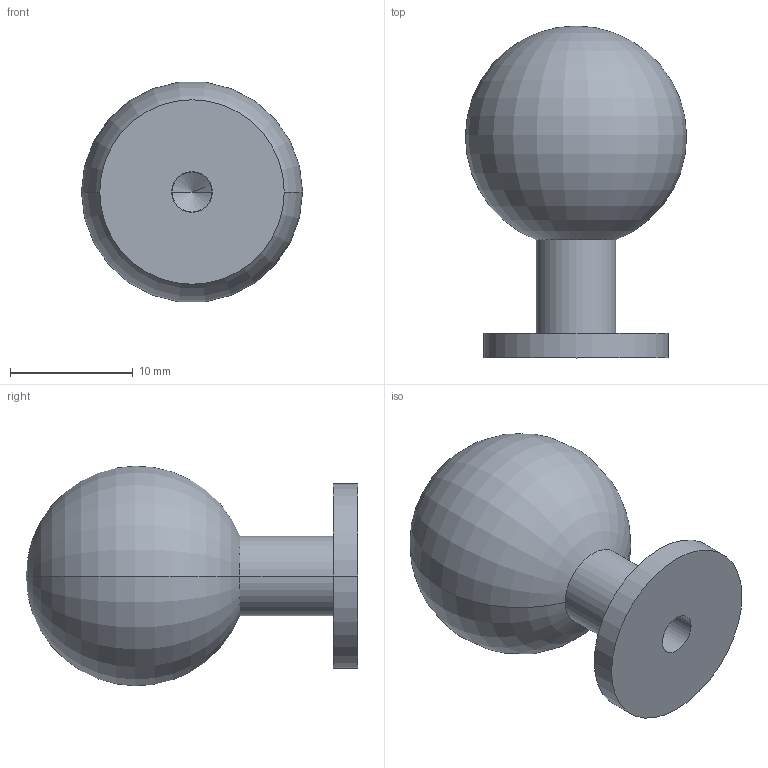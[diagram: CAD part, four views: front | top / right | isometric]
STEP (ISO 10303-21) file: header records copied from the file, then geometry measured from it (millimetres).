
FILE_DESCRIPTION(('Creo Elements/Direct Modeling STEP Export'),'2;1');
FILE_NAME('646-18.stp','2017-11-13T 9:46:23',(''),(''),'Creo Elements/Direct Modeling STEP processor for AP214 (Solid Model)','Creo Elements/Direct Modeling 20.0 12-Nov-2016 (C) Parametric Technology GmbH','');
FILE_SCHEMA(('AUTOMOTIVE_DESIGN { 1 0 10303 214 1 1 1 1 }'));
Length unit declared in the file: millimetre
Products named in the file (1): 646-18
Bounding box: 18 x 27 x 17.87 mm (x, y, z)
Volume: 3561.9 mm3; surface area: 1658.2 mm2
Topology: 1 solids, 1 shells, 15 faces, 32 edges, 18 vertices
Faces by surface type: cylinder 8, plane 3, torus 2, cone 2
Entity records: 382 total; most frequent: DIRECTION 62, ORIENTED_EDGE 56, CARTESIAN_POINT 54, EDGE_CURVE 28, AXIS2_PLACEMENT_3D 26, VERTEX_POINT 18, EDGE_LOOP 18, FACE_OUTER_BOUND 15
